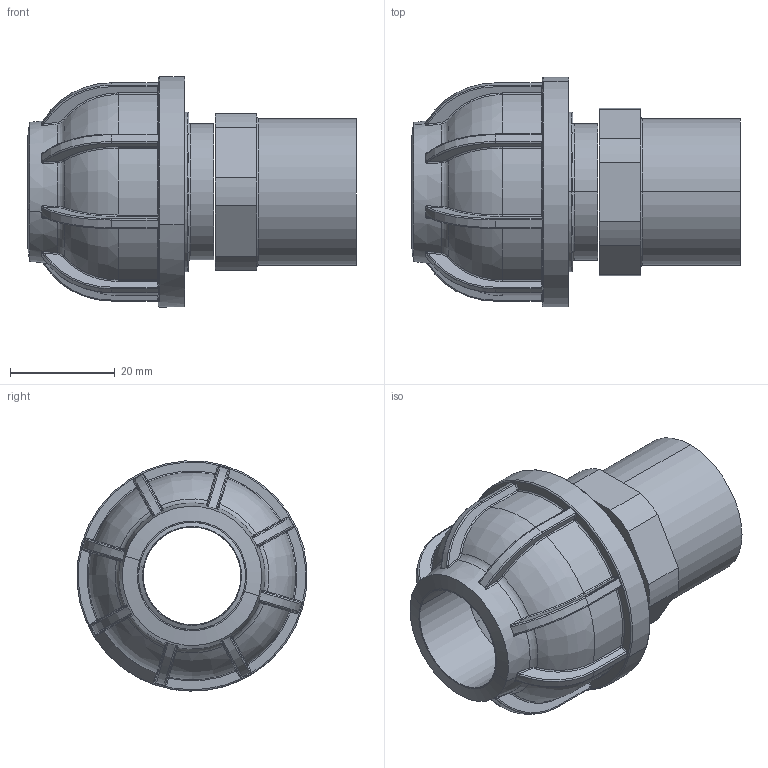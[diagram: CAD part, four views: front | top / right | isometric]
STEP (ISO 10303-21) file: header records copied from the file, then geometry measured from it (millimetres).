
FILE_DESCRIPTION (( 'STEP AP203' ), '1' );
FILE_NAME ('R202.020.012.step', '2013-11-19T09:04:10', ( 'Alusic' ), ( 'Alusic' ), 'SwSTEP 2.0', 'SolidWorks 2011', '' );
FILE_SCHEMA (( 'CONFIG_CONTROL_DESIGN' ));
Length unit declared in the file: millimetre
Products named in the file (1): R202.020.012
Bounding box: 62.8 x 43.93 x 43.95 mm (x, y, z)
Surface area: 14824.7 mm2 (no closed solid volume)
Topology: 0 solids, 8 shells, 683 faces, 1893 edges, 1107 vertices
Faces by surface type: torus 182, cylinder 175, bspline 158, plane 105, cone 37, sphere 26
Entity records: 29445 total; most frequent: CARTESIAN_POINT 13683, DIRECTION 3280, ORIENTED_EDGE 3209, EDGE_CURVE 1881, AXIS2_PLACEMENT_3D 1465, VERTEX_POINT 1103, CIRCLE 939, EDGE_LOOP 690
